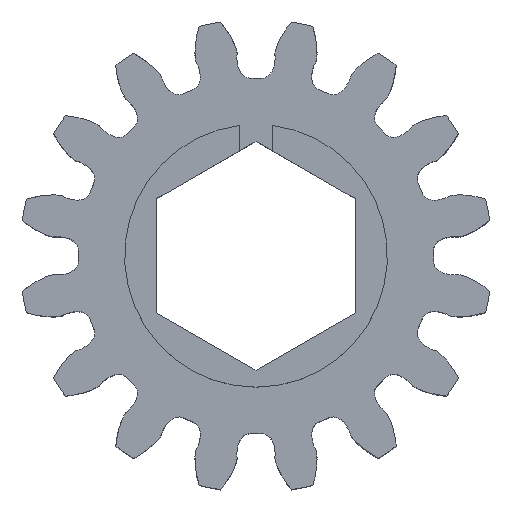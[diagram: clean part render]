
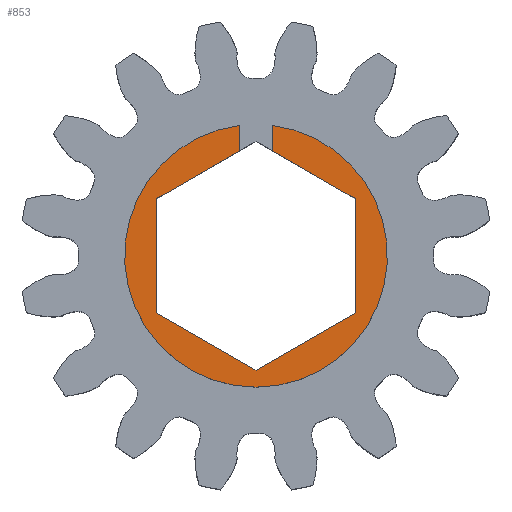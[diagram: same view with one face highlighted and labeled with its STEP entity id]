
A CAD part, top view. The second image highlights one B-rep face of the part: STEP entity #853.
In plain terms, the highlighted planar face has unit normal (0, 0, 1).
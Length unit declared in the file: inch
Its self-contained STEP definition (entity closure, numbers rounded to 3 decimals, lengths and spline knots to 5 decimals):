
#11 = CARTESIAN_POINT ( 'NONE',  ( 0.1885, 0.10883, 0.249 ) ) ;
#34 = LINE ( 'NONE', #1556, #128 ) ;
#99 = DIRECTION ( 'NONE',  ( 0., 1., 0. ) ) ;
#123 = EDGE_LOOP ( 'NONE', ( #3053, #5024, #976, #3658, #4584, #4591, #851, #3097, #2778, #5618 ) ) ;
#128 = VECTOR ( 'NONE', #99, 39.37008 ) ;
#199 = CARTESIAN_POINT ( 'NONE',  ( 0.03125, 0.13819, 0.249 ) ) ;
#323 = AXIS2_PLACEMENT_3D ( 'NONE', #4030, #744, #773 ) ;
#418 = EDGE_CURVE ( 'NONE', #1212, #1273, #3251, .T. ) ;
#583 = EDGE_CURVE ( 'NONE', #704, #656, #6156, .T. ) ;
#606 = VERTEX_POINT ( 'NONE', #4328 ) ;
#656 = VERTEX_POINT ( 'NONE', #4175 ) ;
#704 = VERTEX_POINT ( 'NONE', #3133 ) ;
#744 = DIRECTION ( 'NONE',  ( 0., 0., 1. ) ) ;
#773 = DIRECTION ( 'NONE',  ( 1., 0., 0. ) ) ;
#836 = CARTESIAN_POINT ( 'NONE',  ( -0.1885, -0.10883, 0.249 ) ) ;
#851 = ORIENTED_EDGE ( 'NONE', *, *, #967, .F. ) ;
#853 = ADVANCED_FACE ( 'NONE', ( #4477 ), #3020, .T. ) ;
#898 = CARTESIAN_POINT ( 'NONE',  ( -0.1885, 0.10883, 0.249 ) ) ;
#967 = EDGE_CURVE ( 'NONE', #1273, #4170, #4689, .T. ) ;
#976 = ORIENTED_EDGE ( 'NONE', *, *, #4185, .T. ) ;
#1212 = VERTEX_POINT ( 'NONE', #836 ) ;
#1273 = VERTEX_POINT ( 'NONE', #1820 ) ;
#1556 = CARTESIAN_POINT ( 'NONE',  ( 0.1885, -0.10883, 0.249 ) ) ;
#1566 = DIRECTION ( 'NONE',  ( 0., 0., 1. ) ) ;
#1639 = VECTOR ( 'NONE', #4749, 39.37008 ) ;
#1717 = CARTESIAN_POINT ( 'NONE',  ( 0.1885, -0.10883, 0.249 ) ) ;
#1753 = DIRECTION ( 'NONE',  ( 0.866, 0.5, 0. ) ) ;
#1820 = CARTESIAN_POINT ( 'NONE',  ( 0., -0.21766, 0.249 ) ) ;
#1826 = CARTESIAN_POINT ( 'NONE',  ( -0.1885, -0.10883, 0.249 ) ) ;
#2027 = CARTESIAN_POINT ( 'NONE',  ( 0., -0.25, 0.249 ) ) ;
#2047 = VECTOR ( 'NONE', #1753, 39.37008 ) ;
#2066 = DIRECTION ( 'NONE',  ( 0., 1., 0. ) ) ;
#2096 = EDGE_CURVE ( 'NONE', #2364, #606, #3518, .T. ) ;
#2364 = VERTEX_POINT ( 'NONE', #4925 ) ;
#2547 = DIRECTION ( 'NONE',  ( 1., 0., 0. ) ) ;
#2552 = VECTOR ( 'NONE', #5303, 39.37008 ) ;
#2778 = ORIENTED_EDGE ( 'NONE', *, *, #3679, .F. ) ;
#2845 = VECTOR ( 'NONE', #5439, 39.37008 ) ;
#3020 = PLANE ( 'NONE',  #3566 ) ;
#3053 = ORIENTED_EDGE ( 'NONE', *, *, #6032, .F. ) ;
#3097 = ORIENTED_EDGE ( 'NONE', *, *, #418, .F. ) ;
#3133 = CARTESIAN_POINT ( 'NONE',  ( -0.03125, 0.19962, 0.249 ) ) ;
#3251 = LINE ( 'NONE', #1826, #5077 ) ;
#3414 = DIRECTION ( 'NONE',  ( 1., 0., 0. ) ) ;
#3518 = LINE ( 'NONE', #199, #4854 ) ;
#3566 = AXIS2_PLACEMENT_3D ( 'NONE', #4342, #1566, #2547 ) ;
#3648 = CARTESIAN_POINT ( 'NONE',  ( -0.03125, 0.24804, 0.249 ) ) ;
#3658 = ORIENTED_EDGE ( 'NONE', *, *, #2096, .F. ) ;
#3660 = CIRCLE ( 'NONE', #323, 0.25 ) ;
#3679 = EDGE_CURVE ( 'NONE', #656, #1212, #3875, .T. ) ;
#3818 = VERTEX_POINT ( 'NONE', #11 ) ;
#3875 = LINE ( 'NONE', #898, #1639 ) ;
#3895 = CARTESIAN_POINT ( 'NONE',  ( 0., 0., 0.249 ) ) ;
#3992 = LINE ( 'NONE', #4901, #2845 ) ;
#4023 = LINE ( 'NONE', #5886, #4166 ) ;
#4030 = CARTESIAN_POINT ( 'NONE',  ( 0., 0., 0.249 ) ) ;
#4157 = CARTESIAN_POINT ( 'NONE',  ( 0., -0.21766, 0.249 ) ) ;
#4166 = VECTOR ( 'NONE', #5376, 39.37008 ) ;
#4170 = VERTEX_POINT ( 'NONE', #1717 ) ;
#4175 = CARTESIAN_POINT ( 'NONE',  ( -0.1885, 0.10883, 0.249 ) ) ;
#4185 = EDGE_CURVE ( 'NONE', #6007, #606, #3660, .T. ) ;
#4197 = VERTEX_POINT ( 'NONE', #3648 ) ;
#4328 = CARTESIAN_POINT ( 'NONE',  ( 0.03125, 0.24804, 0.249 ) ) ;
#4342 = CARTESIAN_POINT ( 'NONE',  ( 0., 0., 0.249 ) ) ;
#4361 = CARTESIAN_POINT ( 'NONE',  ( 0., 0.21766, 0.249 ) ) ;
#4366 = CIRCLE ( 'NONE', #5986, 0.25 ) ;
#4477 = FACE_OUTER_BOUND ( 'NONE', #123, .T. ) ;
#4584 = ORIENTED_EDGE ( 'NONE', *, *, #6072, .F. ) ;
#4591 = ORIENTED_EDGE ( 'NONE', *, *, #5917, .F. ) ;
#4689 = LINE ( 'NONE', #4157, #2047 ) ;
#4749 = DIRECTION ( 'NONE',  ( 0., -1., 0. ) ) ;
#4798 = DIRECTION ( 'NONE',  ( 0.866, -0.5, 0. ) ) ;
#4854 = VECTOR ( 'NONE', #2066, 39.37008 ) ;
#4901 = CARTESIAN_POINT ( 'NONE',  ( 0.1885, 0.10883, 0.249 ) ) ;
#4925 = CARTESIAN_POINT ( 'NONE',  ( 0.03125, 0.19962, 0.249 ) ) ;
#4966 = DIRECTION ( 'NONE',  ( 0., 0., 1. ) ) ;
#5024 = ORIENTED_EDGE ( 'NONE', *, *, #5795, .T. ) ;
#5077 = VECTOR ( 'NONE', #4798, 39.37008 ) ;
#5303 = DIRECTION ( 'NONE',  ( -0.866, -0.5, 0. ) ) ;
#5376 = DIRECTION ( 'NONE',  ( 0., -1., 0. ) ) ;
#5439 = DIRECTION ( 'NONE',  ( -0.866, 0.5, 0. ) ) ;
#5618 = ORIENTED_EDGE ( 'NONE', *, *, #583, .F. ) ;
#5795 = EDGE_CURVE ( 'NONE', #4197, #6007, #4366, .T. ) ;
#5886 = CARTESIAN_POINT ( 'NONE',  ( -0.03125, 0.13819, 0.249 ) ) ;
#5917 = EDGE_CURVE ( 'NONE', #4170, #3818, #34, .T. ) ;
#5986 = AXIS2_PLACEMENT_3D ( 'NONE', #3895, #4966, #3414 ) ;
#6007 = VERTEX_POINT ( 'NONE', #2027 ) ;
#6032 = EDGE_CURVE ( 'NONE', #4197, #704, #4023, .T. ) ;
#6072 = EDGE_CURVE ( 'NONE', #3818, #2364, #3992, .T. ) ;
#6156 = LINE ( 'NONE', #4361, #2552 ) ;
